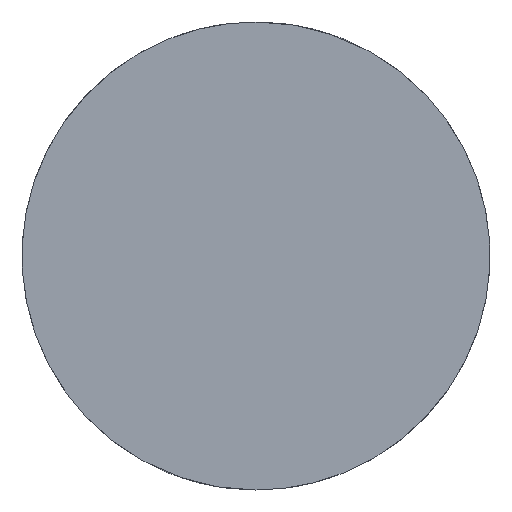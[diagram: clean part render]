
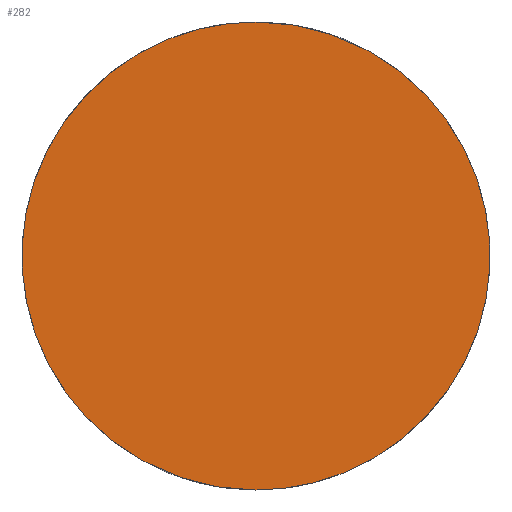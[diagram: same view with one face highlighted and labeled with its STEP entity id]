
A CAD part, front view. The second image highlights one B-rep face of the part: STEP entity #282.
In plain terms, the highlighted planar face has unit normal (0, -1, 0).
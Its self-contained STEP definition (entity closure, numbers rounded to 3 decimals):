
#24 = VERTEX_POINT('',#25);
#25 = CARTESIAN_POINT('',(321.007,10.3,
    77.505));
#31 = ( BOUNDED_SURFACE() B_SPLINE_SURFACE(2,1,(
    (#32,#33)
    ,(#34,#35)
    ,(#36,#37)
    ,(#38,#39)
,(#40,#41
    )),.UNSPECIFIED.,.F.,.F.,.F.) B_SPLINE_SURFACE_WITH_KNOTS((3,2,3),(2
    ,2),(0.,1.571,3.142),(0.,11.64),
.UNSPECIFIED.) GEOMETRIC_REPRESENTATION_ITEM() RATIONAL_B_SPLINE_SURFACE
((
    (1.,1.)
    ,(0.707,0.707)
    ,(1.,1.)
    ,(0.707,0.707)
,(1.,1.))) REPRESENTATION_ITEM('') SURFACE() );
#32 = CARTESIAN_POINT('',(321.007,20.87,
    89.505));
#33 = CARTESIAN_POINT('',(321.007,9.23,89.505
    ));
#34 = CARTESIAN_POINT('',(315.007,20.87,
    89.505));
#35 = CARTESIAN_POINT('',(315.007,9.23,89.505
    ));
#36 = CARTESIAN_POINT('',(315.007,20.87,
    83.505));
#37 = CARTESIAN_POINT('',(315.007,9.23,83.505
    ));
#38 = CARTESIAN_POINT('',(315.007,20.87,
    77.505));
#39 = CARTESIAN_POINT('',(315.007,9.23,77.505
    ));
#40 = CARTESIAN_POINT('',(321.007,20.87,
    77.505));
#41 = CARTESIAN_POINT('',(321.007,9.23,77.505
    ));
#71 = ( BOUNDED_SURFACE() B_SPLINE_SURFACE(2,1,(
    (#72,#73)
    ,(#74,#75)
    ,(#76,#77)
    ,(#78,#79)
,(#80,#81
    )),.UNSPECIFIED.,.F.,.F.,.F.) B_SPLINE_SURFACE_WITH_KNOTS((3,2,3),(2
    ,2),(3.142,4.712,6.283),(0.,11.64),
.PIECEWISE_BEZIER_KNOTS.) GEOMETRIC_REPRESENTATION_ITEM() 
RATIONAL_B_SPLINE_SURFACE((
    (1.,1.)
    ,(0.707,0.707)
    ,(1.,1.)
    ,(0.707,0.707)
,(1.,1.))) REPRESENTATION_ITEM('') SURFACE() );
#72 = CARTESIAN_POINT('',(321.007,20.87,
    77.505));
#73 = CARTESIAN_POINT('',(321.007,9.23,77.505
    ));
#74 = CARTESIAN_POINT('',(327.007,20.87,
    77.505));
#75 = CARTESIAN_POINT('',(327.007,9.23,77.505
    ));
#76 = CARTESIAN_POINT('',(327.007,20.87,
    83.505));
#77 = CARTESIAN_POINT('',(327.007,9.23,83.505
    ));
#78 = CARTESIAN_POINT('',(327.007,20.87,89.505
    ));
#79 = CARTESIAN_POINT('',(327.007,9.23,89.505)
  );
#80 = CARTESIAN_POINT('',(321.007,20.87,
    89.505));
#81 = CARTESIAN_POINT('',(321.007,9.23,89.505
    ));
#111 = EDGE_CURVE('',#24,#112,#114,.T.);
#112 = VERTEX_POINT('',#113);
#113 = CARTESIAN_POINT('',(321.007,10.3,
    89.505));
#114 = SURFACE_CURVE('',#115,(#121,#150),.PCURVE_S1.);
#115 = ( BOUNDED_CURVE() B_SPLINE_CURVE(2,(#116,#117,#118,#119,#120),
.UNSPECIFIED.,.F.,.F.) B_SPLINE_CURVE_WITH_KNOTS((3,2,3),(0.,
9.425,18.85),.UNSPECIFIED.) CURVE() 
GEOMETRIC_REPRESENTATION_ITEM() RATIONAL_B_SPLINE_CURVE((1.,
0.707,1.,0.707,1.)) REPRESENTATION_ITEM('') );
#116 = CARTESIAN_POINT('',(321.007,10.3,
    77.505));
#117 = CARTESIAN_POINT('',(315.007,10.3,
    77.505));
#118 = CARTESIAN_POINT('',(315.007,10.3,
    83.505));
#119 = CARTESIAN_POINT('',(315.007,10.3,
    89.505));
#120 = CARTESIAN_POINT('',(321.007,10.3,
    89.505));
#121 = PCURVE('',#31,#122);
#122 = DEFINITIONAL_REPRESENTATION('',(#123),#149);
#123 = B_SPLINE_CURVE_WITH_KNOTS('',3,(#124,#125,#126,#127,#128,#129,
    #130,#131,#132,#133,#134,#135,#136,#137,#138,#139,#140,#141,#142,
    #143,#144,#145,#146,#147,#148),.UNSPECIFIED.,.F.,.F.,(4,1,1,1,1,1,1,
    1,1,1,1,1,1,1,1,1,1,1,1,1,1,1,4),(0.,0.857,1.714,
    2.57,3.427,4.284,5.141,
    5.998,6.854,7.711,8.568,
    9.425,10.282,11.138,11.995,
    12.852,13.709,14.566,15.422,
    16.279,17.136,17.993,18.85),
  .QUASI_UNIFORM_KNOTS.);
#124 = CARTESIAN_POINT('',(3.142,10.57));
#125 = CARTESIAN_POINT('',(3.094,10.57));
#126 = CARTESIAN_POINT('',(2.999,10.57));
#127 = CARTESIAN_POINT('',(2.856,10.57));
#128 = CARTESIAN_POINT('',(2.713,10.57));
#129 = CARTESIAN_POINT('',(2.57,10.57));
#130 = CARTESIAN_POINT('',(2.428,10.57));
#131 = CARTESIAN_POINT('',(2.285,10.57));
#132 = CARTESIAN_POINT('',(2.142,10.57));
#133 = CARTESIAN_POINT('',(1.999,10.57));
#134 = CARTESIAN_POINT('',(1.856,10.57));
#135 = CARTESIAN_POINT('',(1.714,10.57));
#136 = CARTESIAN_POINT('',(1.571,10.57));
#137 = CARTESIAN_POINT('',(1.428,10.57));
#138 = CARTESIAN_POINT('',(1.285,10.57));
#139 = CARTESIAN_POINT('',(1.142,10.57));
#140 = CARTESIAN_POINT('',(1.,10.57));
#141 = CARTESIAN_POINT('',(0.857,10.57));
#142 = CARTESIAN_POINT('',(0.714,10.57));
#143 = CARTESIAN_POINT('',(0.571,10.57));
#144 = CARTESIAN_POINT('',(0.428,10.57));
#145 = CARTESIAN_POINT('',(0.286,10.57));
#146 = CARTESIAN_POINT('',(0.143,10.57));
#147 = CARTESIAN_POINT('',(0.048,10.57));
#148 = CARTESIAN_POINT('',(0.,10.57));
#149 = ( GEOMETRIC_REPRESENTATION_CONTEXT(2) 
PARAMETRIC_REPRESENTATION_CONTEXT() REPRESENTATION_CONTEXT('2D SPACE',''
  ) );
#150 = PCURVE('',#151,#156);
#151 = PLANE('',#152);
#152 = AXIS2_PLACEMENT_3D('',#153,#154,#155);
#153 = CARTESIAN_POINT('',(328.327,10.3,
    76.185));
#154 = DIRECTION('',(0.,-1.,0.));
#155 = DIRECTION('',(0.,0.,
    1.));
#156 = DEFINITIONAL_REPRESENTATION('',(#157),#163);
#157 = ( BOUNDED_CURVE() B_SPLINE_CURVE(2,(#158,#159,#160,#161,#162),
.UNSPECIFIED.,.F.,.F.) B_SPLINE_CURVE_WITH_KNOTS((3,2,3),(0.,
9.425,18.85),.UNSPECIFIED.) CURVE() 
GEOMETRIC_REPRESENTATION_ITEM() RATIONAL_B_SPLINE_CURVE((1.,
0.707,1.,0.707,1.)) REPRESENTATION_ITEM('') );
#158 = CARTESIAN_POINT('',(1.32,7.32));
#159 = CARTESIAN_POINT('',(1.32,13.32));
#160 = CARTESIAN_POINT('',(7.32,13.32));
#161 = CARTESIAN_POINT('',(13.32,13.32));
#162 = CARTESIAN_POINT('',(13.32,7.32));
#163 = ( GEOMETRIC_REPRESENTATION_CONTEXT(2) 
PARAMETRIC_REPRESENTATION_CONTEXT() REPRESENTATION_CONTEXT('2D SPACE',''
  ) );
#282 = ADVANCED_FACE('',(#283),#151,.T.);
#283 = FACE_BOUND('',#284,.T.);
#284 = EDGE_LOOP('',(#285,#332));
#285 = ORIENTED_EDGE('',*,*,#286,.F.);
#286 = EDGE_CURVE('',#112,#24,#287,.T.);
#287 = SURFACE_CURVE('',#288,(#294,#303),.PCURVE_S1.);
#288 = ( BOUNDED_CURVE() B_SPLINE_CURVE(2,(#289,#290,#291,#292,#293),
.UNSPECIFIED.,.F.,.F.) B_SPLINE_CURVE_WITH_KNOTS((3,2,3),(
    18.85,28.274,37.699),
.PIECEWISE_BEZIER_KNOTS.) CURVE() GEOMETRIC_REPRESENTATION_ITEM() 
RATIONAL_B_SPLINE_CURVE((1.,0.707,1.,0.707,1.)) 
REPRESENTATION_ITEM('') );
#289 = CARTESIAN_POINT('',(321.007,10.3,
    89.505));
#290 = CARTESIAN_POINT('',(327.007,10.3,
    89.505));
#291 = CARTESIAN_POINT('',(327.007,10.3,
    83.505));
#292 = CARTESIAN_POINT('',(327.007,10.3,
    77.505));
#293 = CARTESIAN_POINT('',(321.007,10.3,
    77.505));
#294 = PCURVE('',#151,#295);
#295 = DEFINITIONAL_REPRESENTATION('',(#296),#302);
#296 = ( BOUNDED_CURVE() B_SPLINE_CURVE(2,(#297,#298,#299,#300,#301),
.UNSPECIFIED.,.F.,.F.) B_SPLINE_CURVE_WITH_KNOTS((3,2,3),(
    18.85,28.274,37.699),
.PIECEWISE_BEZIER_KNOTS.) CURVE() GEOMETRIC_REPRESENTATION_ITEM() 
RATIONAL_B_SPLINE_CURVE((1.,0.707,1.,0.707,1.)) 
REPRESENTATION_ITEM('') );
#297 = CARTESIAN_POINT('',(13.32,7.32));
#298 = CARTESIAN_POINT('',(13.32,1.32));
#299 = CARTESIAN_POINT('',(7.32,1.32));
#300 = CARTESIAN_POINT('',(1.32,1.32));
#301 = CARTESIAN_POINT('',(1.32,7.32));
#302 = ( GEOMETRIC_REPRESENTATION_CONTEXT(2) 
PARAMETRIC_REPRESENTATION_CONTEXT() REPRESENTATION_CONTEXT('2D SPACE',''
  ) );
#303 = PCURVE('',#71,#304);
#304 = DEFINITIONAL_REPRESENTATION('',(#305),#331);
#305 = B_SPLINE_CURVE_WITH_KNOTS('',3,(#306,#307,#308,#309,#310,#311,
    #312,#313,#314,#315,#316,#317,#318,#319,#320,#321,#322,#323,#324,
    #325,#326,#327,#328,#329,#330),.UNSPECIFIED.,.F.,.F.,(4,1,1,1,1,1,1,
    1,1,1,1,1,1,1,1,1,1,1,1,1,1,1,4),(18.85,19.706,
    20.563,21.42,22.277,23.134,
    23.99,24.847,25.704,26.561,
    27.418,28.274,29.131,29.988,
    30.845,31.702,32.558,33.415,
    34.272,35.129,35.986,36.842,
    37.699),.QUASI_UNIFORM_KNOTS.);
#306 = CARTESIAN_POINT('',(6.283,10.57));
#307 = CARTESIAN_POINT('',(6.236,10.57));
#308 = CARTESIAN_POINT('',(6.14,10.57));
#309 = CARTESIAN_POINT('',(5.998,10.57));
#310 = CARTESIAN_POINT('',(5.855,10.57));
#311 = CARTESIAN_POINT('',(5.712,10.57));
#312 = CARTESIAN_POINT('',(5.569,10.57));
#313 = CARTESIAN_POINT('',(5.426,10.57));
#314 = CARTESIAN_POINT('',(5.284,10.57));
#315 = CARTESIAN_POINT('',(5.141,10.57));
#316 = CARTESIAN_POINT('',(4.998,10.57));
#317 = CARTESIAN_POINT('',(4.855,10.57));
#318 = CARTESIAN_POINT('',(4.712,10.57));
#319 = CARTESIAN_POINT('',(4.57,10.57));
#320 = CARTESIAN_POINT('',(4.427,10.57));
#321 = CARTESIAN_POINT('',(4.284,10.57));
#322 = CARTESIAN_POINT('',(4.141,10.57));
#323 = CARTESIAN_POINT('',(3.998,10.57));
#324 = CARTESIAN_POINT('',(3.856,10.57));
#325 = CARTESIAN_POINT('',(3.713,10.57));
#326 = CARTESIAN_POINT('',(3.57,10.57));
#327 = CARTESIAN_POINT('',(3.427,10.57));
#328 = CARTESIAN_POINT('',(3.284,10.57));
#329 = CARTESIAN_POINT('',(3.189,10.57));
#330 = CARTESIAN_POINT('',(3.142,10.57));
#331 = ( GEOMETRIC_REPRESENTATION_CONTEXT(2) 
PARAMETRIC_REPRESENTATION_CONTEXT() REPRESENTATION_CONTEXT('2D SPACE',''
  ) );
#332 = ORIENTED_EDGE('',*,*,#111,.F.);
